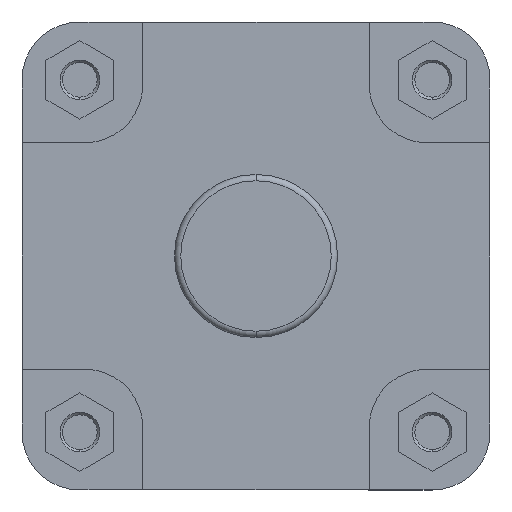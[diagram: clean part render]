
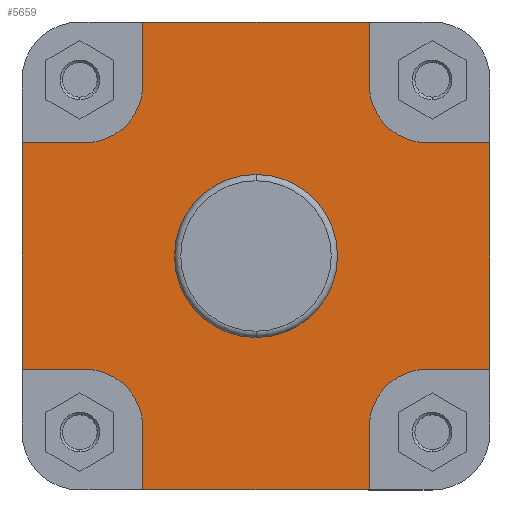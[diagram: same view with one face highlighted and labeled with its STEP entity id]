
A CAD part, left-side view. The second image highlights one B-rep face of the part: STEP entity #5659.
In plain terms, the highlighted planar face has unit normal (-1, 0, 0).
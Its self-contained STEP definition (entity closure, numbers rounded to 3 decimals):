
#233 = FACE_OUTER_BOUND ( 'NONE', #5446, .T. ) ;
#240 = FACE_BOUND ( 'NONE', #5416, .T. ) ;
#846 = CARTESIAN_POINT ( 'NONE',  ( 55., 32.4, 0. ) ) ;
#857 = PLANE ( 'NONE',  #2340 ) ;
#858 = DIRECTION ( 'NONE',  ( 1., 0., 0. ) ) ;
#859 = DIRECTION ( 'NONE',  ( 0., 0., -1. ) ) ;
#1209 = CARTESIAN_POINT ( 'NONE',  ( 55., 0., 32.4 ) ) ;
#1233 = CARTESIAN_POINT ( 'NONE',  ( 55., 93., -45. ) ) ;
#1237 = CARTESIAN_POINT ( 'NONE',  ( 55., -68., -45. ) ) ;
#1244 = CARTESIAN_POINT ( 'NONE',  ( 55., 45., 68. ) ) ;
#1251 = CARTESIAN_POINT ( 'NONE',  ( 55., -45., 93. ) ) ;
#1261 = CARTESIAN_POINT ( 'NONE',  ( 55., 45., 93. ) ) ;
#1264 = CARTESIAN_POINT ( 'NONE',  ( 55., 45., -93. ) ) ;
#1265 = CARTESIAN_POINT ( 'NONE',  ( 55., 93., 45. ) ) ;
#1271 = CARTESIAN_POINT ( 'NONE',  ( 55., 68., -45. ) ) ;
#1281 = CARTESIAN_POINT ( 'NONE',  ( 55., -68., 45. ) ) ;
#1282 = CARTESIAN_POINT ( 'NONE',  ( 55., -45., -68. ) ) ;
#1285 = CARTESIAN_POINT ( 'NONE',  ( 55., -45., -93. ) ) ;
#1293 = CARTESIAN_POINT ( 'NONE',  ( 55., -45., 68. ) ) ;
#1295 = CARTESIAN_POINT ( 'NONE',  ( 55., -93., 45. ) ) ;
#1421 = EDGE_CURVE ( 'NONE', #7186, #7203, #3964, .T. ) ;
#1430 = EDGE_CURVE ( 'NONE', #4351, #7213, #2600, .T. ) ;
#1437 = EDGE_CURVE ( 'NONE', #7151, #3898, #2612, .T. ) ;
#1443 = EDGE_CURVE ( 'NONE', #7213, #7175, #2614, .T. ) ;
#1451 = EDGE_CURVE ( 'NONE', #7207, #4384, #2637, .T. ) ;
#1455 = EDGE_CURVE ( 'NONE', #7175, #7207, #2636, .T. ) ;
#1461 = EDGE_CURVE ( 'NONE', #7206, #4351, #2656, .T. ) ;
#1464 = EDGE_CURVE ( 'NONE', #7179, #7224, #2663, .T. ) ;
#1491 = EDGE_CURVE ( 'NONE', #3898, #7151, #2710, .T. ) ;
#1540 = EDGE_CURVE ( 'NONE', #7206, #7227, #2773, .T. ) ;
#1541 = EDGE_CURVE ( 'NONE', #7224, #7227, #2790, .T. ) ;
#1543 = EDGE_CURVE ( 'NONE', #7203, #7193, #2786, .T. ) ;
#1545 = EDGE_CURVE ( 'NONE', #4349, #7179, #2799, .T. ) ;
#1547 = EDGE_CURVE ( 'NONE', #7223, #7237, #2793, .T. ) ;
#1556 = EDGE_CURVE ( 'NONE', #4349, #7237, #2815, .T. ) ;
#1563 = EDGE_CURVE ( 'NONE', #4384, #7186, #2827, .T. ) ;
#1580 = EDGE_CURVE ( 'NONE', #7193, #7235, #2837, .T. ) ;
#1581 = EDGE_CURVE ( 'NONE', #7235, #7223, #2850, .T. ) ;
#1962 = AXIS2_PLACEMENT_3D ( 'NONE', #4034, #4456, #4462 ) ;
#1965 = AXIS2_PLACEMENT_3D ( 'NONE', #4451, #4496, #4500 ) ;
#1969 = AXIS2_PLACEMENT_3D ( 'NONE', #4644, #4683, #4710 ) ;
#1970 = AXIS2_PLACEMENT_3D ( 'NONE', #4707, #4477, #4363 ) ;
#1999 = AXIS2_PLACEMENT_3D ( 'NONE', #4426, #4570, #4595 ) ;
#2011 = AXIS2_PLACEMENT_3D ( 'NONE', #4492, #4476, #4439 ) ;
#2340 = AXIS2_PLACEMENT_3D ( 'NONE', #846, #858, #859 ) ;
#2600 = CIRCLE ( 'NONE', #1962, 23. ) ;
#2612 = CIRCLE ( 'NONE', #1965, 32.4 ) ;
#2614 = LINE ( 'NONE', #4295, #2621 ) ;
#2621 = VECTOR ( 'NONE', #4299, 1000. ) ;
#2636 = LINE ( 'NONE', #4397, #2645 ) ;
#2637 = LINE ( 'NONE', #4764, #2638 ) ;
#2638 = VECTOR ( 'NONE', #4388, 1000. ) ;
#2645 = VECTOR ( 'NONE', #4380, 1000. ) ;
#2656 = LINE ( 'NONE', #4393, #2657 ) ;
#2657 = VECTOR ( 'NONE', #4711, 1000. ) ;
#2663 = CIRCLE ( 'NONE', #1969, 23. ) ;
#2710 = CIRCLE ( 'NONE', #1970, 32.4 ) ;
#2773 = LINE ( 'NONE', #4018, #2789 ) ;
#2786 = LINE ( 'NONE', #4049, #2795 ) ;
#2789 = VECTOR ( 'NONE', #4019, 1000. ) ;
#2790 = LINE ( 'NONE', #4655, #2792 ) ;
#2792 = VECTOR ( 'NONE', #4023, 1000. ) ;
#2793 = LINE ( 'NONE', #4454, #2803 ) ;
#2795 = VECTOR ( 'NONE', #4059, 1000. ) ;
#2799 = LINE ( 'NONE', #4157, #2800 ) ;
#2800 = VECTOR ( 'NONE', #4152, 1000. ) ;
#2803 = VECTOR ( 'NONE', #4160, 1000. ) ;
#2815 = LINE ( 'NONE', #4264, #2816 ) ;
#2816 = VECTOR ( 'NONE', #4265, 1000. ) ;
#2827 = CIRCLE ( 'NONE', #1999, 23. ) ;
#2837 = LINE ( 'NONE', #4480, #2841 ) ;
#2841 = VECTOR ( 'NONE', #4469, 1000. ) ;
#2850 = CIRCLE ( 'NONE', #2011, 23. ) ;
#3898 = VERTEX_POINT ( 'NONE', #6494 ) ;
#3964 = LINE ( 'NONE', #4150, #3974 ) ;
#3974 = VECTOR ( 'NONE', #4151, 1000. ) ;
#4018 = CARTESIAN_POINT ( 'NONE',  ( 55., -204.741, -93. ) ) ;
#4019 = DIRECTION ( 'NONE',  ( 0., -1., 0. ) ) ;
#4023 = DIRECTION ( 'NONE',  ( 0., 0., -1. ) ) ;
#4034 = CARTESIAN_POINT ( 'NONE',  ( 55., 68., -68. ) ) ;
#4049 = CARTESIAN_POINT ( 'NONE',  ( 55., -204.741, 93. ) ) ;
#4059 = DIRECTION ( 'NONE',  ( 0., -1., 0. ) ) ;
#4150 = CARTESIAN_POINT ( 'NONE',  ( 55., 45., 68. ) ) ;
#4151 = DIRECTION ( 'NONE',  ( 0., 0., 1. ) ) ;
#4152 = DIRECTION ( 'NONE',  ( 0., 1., 0. ) ) ;
#4157 = CARTESIAN_POINT ( 'NONE',  ( 55., -93., -45. ) ) ;
#4160 = DIRECTION ( 'NONE',  ( 0., -1., 0. ) ) ;
#4264 = CARTESIAN_POINT ( 'NONE',  ( 55., -93., 0. ) ) ;
#4265 = DIRECTION ( 'NONE',  ( 0., 0., 1. ) ) ;
#4295 = CARTESIAN_POINT ( 'NONE',  ( 55., 68., -45. ) ) ;
#4299 = DIRECTION ( 'NONE',  ( 0., 1., 0. ) ) ;
#4349 = VERTEX_POINT ( 'NONE', #6659 ) ;
#4351 = VERTEX_POINT ( 'NONE', #6660 ) ;
#4363 = DIRECTION ( 'NONE',  ( 0., 0., 1. ) ) ;
#4380 = DIRECTION ( 'NONE',  ( 0., 0., 1. ) ) ;
#4384 = VERTEX_POINT ( 'NONE', #6675 ) ;
#4388 = DIRECTION ( 'NONE',  ( 0., -1., 0. ) ) ;
#4393 = CARTESIAN_POINT ( 'NONE',  ( 55., 45., -93. ) ) ;
#4397 = CARTESIAN_POINT ( 'NONE',  ( 55., 93., 0. ) ) ;
#4426 = CARTESIAN_POINT ( 'NONE',  ( 55., 68., 68. ) ) ;
#4439 = DIRECTION ( 'NONE',  ( 0., 0., -1. ) ) ;
#4451 = CARTESIAN_POINT ( 'NONE',  ( 55., 0., 0. ) ) ;
#4454 = CARTESIAN_POINT ( 'NONE',  ( 55., -68., 45. ) ) ;
#4456 = DIRECTION ( 'NONE',  ( -1., 0., 0. ) ) ;
#4462 = DIRECTION ( 'NONE',  ( 0., 0., -1. ) ) ;
#4469 = DIRECTION ( 'NONE',  ( 0., 0., -1. ) ) ;
#4476 = DIRECTION ( 'NONE',  ( -1., 0., 0. ) ) ;
#4477 = DIRECTION ( 'NONE',  ( -1., 0., 0. ) ) ;
#4480 = CARTESIAN_POINT ( 'NONE',  ( 55., -45., 93. ) ) ;
#4492 = CARTESIAN_POINT ( 'NONE',  ( 55., -68., 68. ) ) ;
#4496 = DIRECTION ( 'NONE',  ( -1., 0., 0. ) ) ;
#4500 = DIRECTION ( 'NONE',  ( 0., 0., 1. ) ) ;
#4570 = DIRECTION ( 'NONE',  ( -1., 0., 0. ) ) ;
#4595 = DIRECTION ( 'NONE',  ( 0., 0., -1. ) ) ;
#4644 = CARTESIAN_POINT ( 'NONE',  ( 55., -68., -68. ) ) ;
#4655 = CARTESIAN_POINT ( 'NONE',  ( 55., -45., -68. ) ) ;
#4683 = DIRECTION ( 'NONE',  ( -1., 0., 0. ) ) ;
#4707 = CARTESIAN_POINT ( 'NONE',  ( 55., 0., 0. ) ) ;
#4710 = DIRECTION ( 'NONE',  ( 0., 0., -1. ) ) ;
#4711 = DIRECTION ( 'NONE',  ( 0., 0., 1. ) ) ;
#4764 = CARTESIAN_POINT ( 'NONE',  ( 55., 93., 45. ) ) ;
#5373 = ORIENTED_EDGE ( 'NONE', *, *, #1437, .F. ) ;
#5374 = ORIENTED_EDGE ( 'NONE', *, *, #1491, .F. ) ;
#5375 = ORIENTED_EDGE ( 'NONE', *, *, #1540, .T. ) ;
#5376 = ORIENTED_EDGE ( 'NONE', *, *, #1541, .F. ) ;
#5377 = ORIENTED_EDGE ( 'NONE', *, *, #1464, .F. ) ;
#5378 = ORIENTED_EDGE ( 'NONE', *, *, #1545, .F. ) ;
#5379 = ORIENTED_EDGE ( 'NONE', *, *, #1556, .T. ) ;
#5380 = ORIENTED_EDGE ( 'NONE', *, *, #1547, .F. ) ;
#5381 = ORIENTED_EDGE ( 'NONE', *, *, #1581, .F. ) ;
#5382 = ORIENTED_EDGE ( 'NONE', *, *, #1580, .F. ) ;
#5383 = ORIENTED_EDGE ( 'NONE', *, *, #1543, .F. ) ;
#5384 = ORIENTED_EDGE ( 'NONE', *, *, #1421, .F. ) ;
#5385 = ORIENTED_EDGE ( 'NONE', *, *, #1563, .F. ) ;
#5386 = ORIENTED_EDGE ( 'NONE', *, *, #1451, .F. ) ;
#5387 = ORIENTED_EDGE ( 'NONE', *, *, #1455, .F. ) ;
#5388 = ORIENTED_EDGE ( 'NONE', *, *, #1443, .F. ) ;
#5389 = ORIENTED_EDGE ( 'NONE', *, *, #1430, .F. ) ;
#5390 = ORIENTED_EDGE ( 'NONE', *, *, #1461, .F. ) ;
#5416 = EDGE_LOOP ( 'NONE', ( #5373, #5374 ) ) ;
#5446 = EDGE_LOOP ( 'NONE', ( #5375, #5376, #5377, #5378, #5379, #5380, #5381, #5382, #5383, #5384, #5385, #5386, #5387, #5388, #5389, #5390 ) ) ;
#5659 = ADVANCED_FACE ( 'NONE', ( #240, #233 ), #857, .F. ) ;
#6494 = CARTESIAN_POINT ( 'NONE',  ( 55., 0., -32.4 ) ) ;
#6659 = CARTESIAN_POINT ( 'NONE',  ( 55., -93., -45. ) ) ;
#6660 = CARTESIAN_POINT ( 'NONE',  ( 55., 45., -68. ) ) ;
#6675 = CARTESIAN_POINT ( 'NONE',  ( 55., 68., 45. ) ) ;
#7151 = VERTEX_POINT ( 'NONE', #1209 ) ;
#7175 = VERTEX_POINT ( 'NONE', #1233 ) ;
#7179 = VERTEX_POINT ( 'NONE', #1237 ) ;
#7186 = VERTEX_POINT ( 'NONE', #1244 ) ;
#7193 = VERTEX_POINT ( 'NONE', #1251 ) ;
#7203 = VERTEX_POINT ( 'NONE', #1261 ) ;
#7206 = VERTEX_POINT ( 'NONE', #1264 ) ;
#7207 = VERTEX_POINT ( 'NONE', #1265 ) ;
#7213 = VERTEX_POINT ( 'NONE', #1271 ) ;
#7223 = VERTEX_POINT ( 'NONE', #1281 ) ;
#7224 = VERTEX_POINT ( 'NONE', #1282 ) ;
#7227 = VERTEX_POINT ( 'NONE', #1285 ) ;
#7235 = VERTEX_POINT ( 'NONE', #1293 ) ;
#7237 = VERTEX_POINT ( 'NONE', #1295 ) ;
